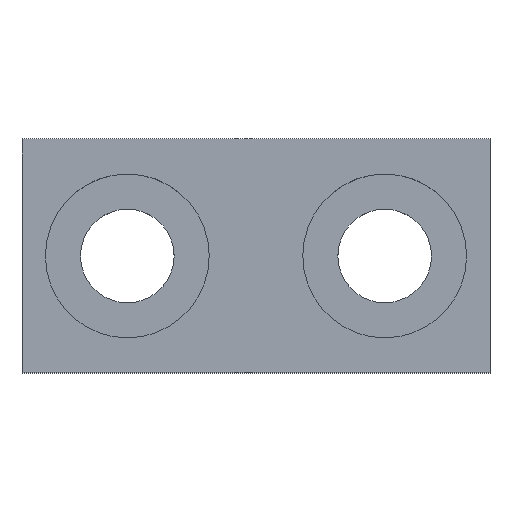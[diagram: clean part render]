
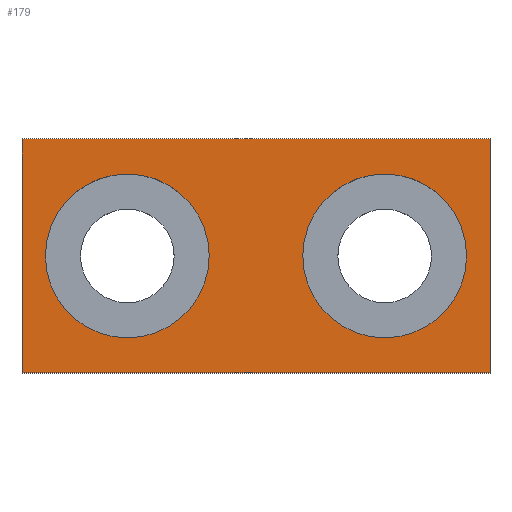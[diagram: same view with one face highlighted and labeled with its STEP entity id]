
A CAD part, top view. The second image highlights one B-rep face of the part: STEP entity #179.
In plain terms, the highlighted planar face has unit normal (0, 0, 1).
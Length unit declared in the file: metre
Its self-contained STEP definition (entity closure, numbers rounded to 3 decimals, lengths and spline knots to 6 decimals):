
#16=LINE('',#300,#28);
#17=LINE('',#303,#29);
#18=LINE('',#305,#30);
#19=LINE('',#307,#31);
#28=VECTOR('',#247,1.);
#29=VECTOR('',#248,1.);
#30=VECTOR('',#249,1.);
#31=VECTOR('',#250,1.);
#37=PLANE('',#208);
#54=ORIENTED_EDGE('',*,*,#92,.T.);
#55=ORIENTED_EDGE('',*,*,#93,.T.);
#56=ORIENTED_EDGE('',*,*,#94,.F.);
#57=ORIENTED_EDGE('',*,*,#95,.T.);
#58=ORIENTED_EDGE('',*,*,#96,.T.);
#59=ORIENTED_EDGE('',*,*,#97,.F.);
#92=EDGE_CURVE('',#112,#112,#124,.T.);
#93=EDGE_CURVE('',#113,#113,#125,.T.);
#94=EDGE_CURVE('',#114,#115,#16,.T.);
#95=EDGE_CURVE('',#114,#116,#17,.T.);
#96=EDGE_CURVE('',#116,#117,#18,.T.);
#97=EDGE_CURVE('',#115,#117,#19,.T.);
#112=VERTEX_POINT('',#297);
#113=VERTEX_POINT('',#299);
#114=VERTEX_POINT('',#301);
#115=VERTEX_POINT('',#302);
#116=VERTEX_POINT('',#304);
#117=VERTEX_POINT('',#306);
#124=CIRCLE('',#209,0.0035);
#125=CIRCLE('',#210,0.0035);
#135=EDGE_LOOP('',(#54));
#136=EDGE_LOOP('',(#55));
#137=EDGE_LOOP('',(#56,#57,#58,#59));
#157=FACE_BOUND('',#135,.T.);
#158=FACE_BOUND('',#136,.T.);
#159=FACE_BOUND('',#137,.T.);
#179=ADVANCED_FACE('',(#157,#158,#159),#37,.T.);
#208=AXIS2_PLACEMENT_3D('',#295,#241,#242);
#209=AXIS2_PLACEMENT_3D('',#296,#243,#244);
#210=AXIS2_PLACEMENT_3D('',#298,#245,#246);
#241=DIRECTION('',(0.,0.,1.));
#242=DIRECTION('',(1.,0.,0.));
#243=DIRECTION('',(0.,0.,-1.));
#244=DIRECTION('',(1.,0.,0.));
#245=DIRECTION('',(0.,0.,-1.));
#246=DIRECTION('',(1.,0.,0.));
#247=DIRECTION('',(1.,0.,0.));
#248=DIRECTION('',(0.,-1.,0.));
#249=DIRECTION('',(1.,0.,0.));
#250=DIRECTION('',(0.,-1.,0.));
#295=CARTESIAN_POINT('',(-0.11525,0.18025,0.));
#296=CARTESIAN_POINT('',(-0.2455,0.0955,0.));
#297=CARTESIAN_POINT('',(-0.242,0.0955,0.));
#298=CARTESIAN_POINT('',(-0.2345,0.0955,0.));
#299=CARTESIAN_POINT('',(-0.231,0.0955,0.));
#300=CARTESIAN_POINT('',(-0.24,0.1005,0.));
#301=CARTESIAN_POINT('',(-0.25,0.1005,0.));
#302=CARTESIAN_POINT('',(-0.23,0.1005,0.));
#303=CARTESIAN_POINT('',(-0.25,0.0955,0.));
#304=CARTESIAN_POINT('',(-0.25,0.0905,0.));
#305=CARTESIAN_POINT('',(-0.24,0.0905,0.));
#306=CARTESIAN_POINT('',(-0.23,0.0905,0.));
#307=CARTESIAN_POINT('',(-0.23,0.0955,0.));
